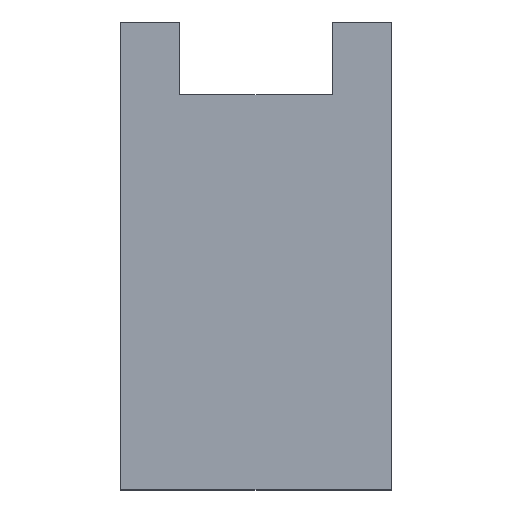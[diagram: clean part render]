
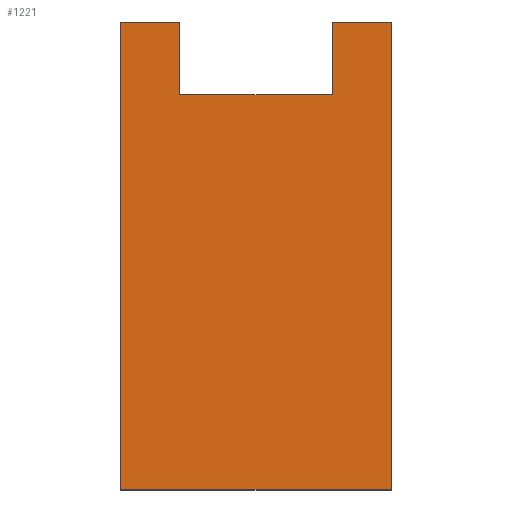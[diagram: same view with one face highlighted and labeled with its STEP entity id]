
A CAD part, top view. The second image highlights one B-rep face of the part: STEP entity #1221.
In plain terms, the highlighted planar face has unit normal (0, 0, 1).
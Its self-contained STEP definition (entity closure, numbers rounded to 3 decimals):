
#24 = VERTEX_POINT('',#25);
#25 = CARTESIAN_POINT('',(-6.5,11.24,5.84));
#32 = PLANE('',#33);
#33 = AXIS2_PLACEMENT_3D('',#34,#35,#36);
#34 = CARTESIAN_POINT('',(-6.5,11.24,2.29));
#35 = DIRECTION('',(0.,1.,0.));
#36 = DIRECTION('',(1.,0.,0.));
#44 = PLANE('',#45);
#45 = AXIS2_PLACEMENT_3D('',#46,#47,#48);
#46 = CARTESIAN_POINT('',(-6.5,-11.24,2.29));
#47 = DIRECTION('',(-1.,0.,0.));
#48 = DIRECTION('',(0.,1.,0.));
#56 = EDGE_CURVE('',#24,#57,#59,.T.);
#57 = VERTEX_POINT('',#58);
#58 = CARTESIAN_POINT('',(-3.66,11.24,5.84));
#59 = SURFACE_CURVE('',#60,(#64,#71),.PCURVE_S1.);
#60 = LINE('',#61,#62);
#61 = CARTESIAN_POINT('',(-6.5,11.24,5.84));
#62 = VECTOR('',#63,1.);
#63 = DIRECTION('',(1.,0.,0.));
#64 = PCURVE('',#32,#65);
#65 = DEFINITIONAL_REPRESENTATION('',(#66),#70);
#66 = LINE('',#67,#68);
#67 = CARTESIAN_POINT('',(0.,-3.55));
#68 = VECTOR('',#69,1.);
#69 = DIRECTION('',(1.,0.));
#70 = ( GEOMETRIC_REPRESENTATION_CONTEXT(2) 
PARAMETRIC_REPRESENTATION_CONTEXT() REPRESENTATION_CONTEXT('2D SPACE',''
  ) );
#71 = PCURVE('',#72,#77);
#72 = PLANE('',#73);
#73 = AXIS2_PLACEMENT_3D('',#74,#75,#76);
#74 = CARTESIAN_POINT('',(0.,0.523,5.84));
#75 = DIRECTION('',(-0.,-0.,-1.));
#76 = DIRECTION('',(-1.,0.,0.));
#77 = DEFINITIONAL_REPRESENTATION('',(#78),#82);
#78 = LINE('',#79,#80);
#79 = CARTESIAN_POINT('',(6.5,10.717));
#80 = VECTOR('',#81,1.);
#81 = DIRECTION('',(-1.,0.));
#82 = ( GEOMETRIC_REPRESENTATION_CONTEXT(2) 
PARAMETRIC_REPRESENTATION_CONTEXT() REPRESENTATION_CONTEXT('2D SPACE',''
  ) );
#100 = PLANE('',#101);
#101 = AXIS2_PLACEMENT_3D('',#102,#103,#104);
#102 = CARTESIAN_POINT('',(-3.66,11.24,2.29));
#103 = DIRECTION('',(1.,0.,0.));
#104 = DIRECTION('',(0.,-1.,0.));
#144 = VERTEX_POINT('',#145);
#145 = CARTESIAN_POINT('',(-6.5,-11.24,5.84));
#159 = PLANE('',#160);
#160 = AXIS2_PLACEMENT_3D('',#161,#162,#163);
#161 = CARTESIAN_POINT('',(6.5,-11.24,2.29));
#162 = DIRECTION('',(0.,-1.,0.));
#163 = DIRECTION('',(-1.,0.,0.));
#171 = EDGE_CURVE('',#144,#24,#172,.T.);
#172 = SURFACE_CURVE('',#173,(#177,#184),.PCURVE_S1.);
#173 = LINE('',#174,#175);
#174 = CARTESIAN_POINT('',(-6.5,-11.24,5.84));
#175 = VECTOR('',#176,1.);
#176 = DIRECTION('',(0.,1.,0.));
#177 = PCURVE('',#44,#178);
#178 = DEFINITIONAL_REPRESENTATION('',(#179),#183);
#179 = LINE('',#180,#181);
#180 = CARTESIAN_POINT('',(0.,-3.55));
#181 = VECTOR('',#182,1.);
#182 = DIRECTION('',(1.,0.));
#183 = ( GEOMETRIC_REPRESENTATION_CONTEXT(2) 
PARAMETRIC_REPRESENTATION_CONTEXT() REPRESENTATION_CONTEXT('2D SPACE',''
  ) );
#184 = PCURVE('',#72,#185);
#185 = DEFINITIONAL_REPRESENTATION('',(#186),#190);
#186 = LINE('',#187,#188);
#187 = CARTESIAN_POINT('',(6.5,-11.763));
#188 = VECTOR('',#189,1.);
#189 = DIRECTION('',(0.,1.));
#190 = ( GEOMETRIC_REPRESENTATION_CONTEXT(2) 
PARAMETRIC_REPRESENTATION_CONTEXT() REPRESENTATION_CONTEXT('2D SPACE',''
  ) );
#218 = EDGE_CURVE('',#57,#219,#221,.T.);
#219 = VERTEX_POINT('',#220);
#220 = CARTESIAN_POINT('',(-3.66,7.74,5.84));
#221 = SURFACE_CURVE('',#222,(#226,#233),.PCURVE_S1.);
#222 = LINE('',#223,#224);
#223 = CARTESIAN_POINT('',(-3.66,11.24,5.84));
#224 = VECTOR('',#225,1.);
#225 = DIRECTION('',(0.,-1.,0.));
#226 = PCURVE('',#100,#227);
#227 = DEFINITIONAL_REPRESENTATION('',(#228),#232);
#228 = LINE('',#229,#230);
#229 = CARTESIAN_POINT('',(0.,-3.55));
#230 = VECTOR('',#231,1.);
#231 = DIRECTION('',(1.,0.));
#232 = ( GEOMETRIC_REPRESENTATION_CONTEXT(2) 
PARAMETRIC_REPRESENTATION_CONTEXT() REPRESENTATION_CONTEXT('2D SPACE',''
  ) );
#233 = PCURVE('',#72,#234);
#234 = DEFINITIONAL_REPRESENTATION('',(#235),#239);
#235 = LINE('',#236,#237);
#236 = CARTESIAN_POINT('',(3.66,10.717));
#237 = VECTOR('',#238,1.);
#238 = DIRECTION('',(0.,-1.));
#239 = ( GEOMETRIC_REPRESENTATION_CONTEXT(2) 
PARAMETRIC_REPRESENTATION_CONTEXT() REPRESENTATION_CONTEXT('2D SPACE',''
  ) );
#257 = PLANE('',#258);
#258 = AXIS2_PLACEMENT_3D('',#259,#260,#261);
#259 = CARTESIAN_POINT('',(-3.66,7.74,2.29));
#260 = DIRECTION('',(0.,1.,0.));
#261 = DIRECTION('',(1.,0.,0.));
#334 = PLANE('',#335);
#335 = AXIS2_PLACEMENT_3D('',#336,#337,#338);
#336 = CARTESIAN_POINT('',(3.66,7.74,2.29));
#337 = DIRECTION('',(-1.,0.,0.));
#338 = DIRECTION('',(0.,1.,0.));
#362 = PLANE('',#363);
#363 = AXIS2_PLACEMENT_3D('',#364,#365,#366);
#364 = CARTESIAN_POINT('',(3.66,11.24,2.29));
#365 = DIRECTION('',(0.,1.,0.));
#366 = DIRECTION('',(1.,0.,0.));
#390 = PLANE('',#391);
#391 = AXIS2_PLACEMENT_3D('',#392,#393,#394);
#392 = CARTESIAN_POINT('',(6.5,11.24,2.29));
#393 = DIRECTION('',(1.,0.,0.));
#394 = DIRECTION('',(0.,-1.,0.));
#1221 = ADVANCED_FACE('',(#1222),#72,.F.);
#1222 = FACE_BOUND('',#1223,.F.);
#1223 = EDGE_LOOP('',(#1224,#1225,#1226,#1249,#1272,#1295,#1318,#1339));
#1224 = ORIENTED_EDGE('',*,*,#56,.T.);
#1225 = ORIENTED_EDGE('',*,*,#218,.T.);
#1226 = ORIENTED_EDGE('',*,*,#1227,.T.);
#1227 = EDGE_CURVE('',#219,#1228,#1230,.T.);
#1228 = VERTEX_POINT('',#1229);
#1229 = CARTESIAN_POINT('',(3.66,7.74,5.84));
#1230 = SURFACE_CURVE('',#1231,(#1235,#1242),.PCURVE_S1.);
#1231 = LINE('',#1232,#1233);
#1232 = CARTESIAN_POINT('',(-3.66,7.74,5.84));
#1233 = VECTOR('',#1234,1.);
#1234 = DIRECTION('',(1.,0.,0.));
#1235 = PCURVE('',#72,#1236);
#1236 = DEFINITIONAL_REPRESENTATION('',(#1237),#1241);
#1237 = LINE('',#1238,#1239);
#1238 = CARTESIAN_POINT('',(3.66,7.217));
#1239 = VECTOR('',#1240,1.);
#1240 = DIRECTION('',(-1.,0.));
#1241 = ( GEOMETRIC_REPRESENTATION_CONTEXT(2) 
PARAMETRIC_REPRESENTATION_CONTEXT() REPRESENTATION_CONTEXT('2D SPACE',''
  ) );
#1242 = PCURVE('',#257,#1243);
#1243 = DEFINITIONAL_REPRESENTATION('',(#1244),#1248);
#1244 = LINE('',#1245,#1246);
#1245 = CARTESIAN_POINT('',(0.,-3.55));
#1246 = VECTOR('',#1247,1.);
#1247 = DIRECTION('',(1.,0.));
#1248 = ( GEOMETRIC_REPRESENTATION_CONTEXT(2) 
PARAMETRIC_REPRESENTATION_CONTEXT() REPRESENTATION_CONTEXT('2D SPACE',''
  ) );
#1249 = ORIENTED_EDGE('',*,*,#1250,.T.);
#1250 = EDGE_CURVE('',#1228,#1251,#1253,.T.);
#1251 = VERTEX_POINT('',#1252);
#1252 = CARTESIAN_POINT('',(3.66,11.24,5.84));
#1253 = SURFACE_CURVE('',#1254,(#1258,#1265),.PCURVE_S1.);
#1254 = LINE('',#1255,#1256);
#1255 = CARTESIAN_POINT('',(3.66,7.74,5.84));
#1256 = VECTOR('',#1257,1.);
#1257 = DIRECTION('',(0.,1.,0.));
#1258 = PCURVE('',#72,#1259);
#1259 = DEFINITIONAL_REPRESENTATION('',(#1260),#1264);
#1260 = LINE('',#1261,#1262);
#1261 = CARTESIAN_POINT('',(-3.66,7.217));
#1262 = VECTOR('',#1263,1.);
#1263 = DIRECTION('',(0.,1.));
#1264 = ( GEOMETRIC_REPRESENTATION_CONTEXT(2) 
PARAMETRIC_REPRESENTATION_CONTEXT() REPRESENTATION_CONTEXT('2D SPACE',''
  ) );
#1265 = PCURVE('',#334,#1266);
#1266 = DEFINITIONAL_REPRESENTATION('',(#1267),#1271);
#1267 = LINE('',#1268,#1269);
#1268 = CARTESIAN_POINT('',(0.,-3.55));
#1269 = VECTOR('',#1270,1.);
#1270 = DIRECTION('',(1.,0.));
#1271 = ( GEOMETRIC_REPRESENTATION_CONTEXT(2) 
PARAMETRIC_REPRESENTATION_CONTEXT() REPRESENTATION_CONTEXT('2D SPACE',''
  ) );
#1272 = ORIENTED_EDGE('',*,*,#1273,.T.);
#1273 = EDGE_CURVE('',#1251,#1274,#1276,.T.);
#1274 = VERTEX_POINT('',#1275);
#1275 = CARTESIAN_POINT('',(6.5,11.24,5.84));
#1276 = SURFACE_CURVE('',#1277,(#1281,#1288),.PCURVE_S1.);
#1277 = LINE('',#1278,#1279);
#1278 = CARTESIAN_POINT('',(3.66,11.24,5.84));
#1279 = VECTOR('',#1280,1.);
#1280 = DIRECTION('',(1.,0.,0.));
#1281 = PCURVE('',#72,#1282);
#1282 = DEFINITIONAL_REPRESENTATION('',(#1283),#1287);
#1283 = LINE('',#1284,#1285);
#1284 = CARTESIAN_POINT('',(-3.66,10.717));
#1285 = VECTOR('',#1286,1.);
#1286 = DIRECTION('',(-1.,0.));
#1287 = ( GEOMETRIC_REPRESENTATION_CONTEXT(2) 
PARAMETRIC_REPRESENTATION_CONTEXT() REPRESENTATION_CONTEXT('2D SPACE',''
  ) );
#1288 = PCURVE('',#362,#1289);
#1289 = DEFINITIONAL_REPRESENTATION('',(#1290),#1294);
#1290 = LINE('',#1291,#1292);
#1291 = CARTESIAN_POINT('',(0.,-3.55));
#1292 = VECTOR('',#1293,1.);
#1293 = DIRECTION('',(1.,0.));
#1294 = ( GEOMETRIC_REPRESENTATION_CONTEXT(2) 
PARAMETRIC_REPRESENTATION_CONTEXT() REPRESENTATION_CONTEXT('2D SPACE',''
  ) );
#1295 = ORIENTED_EDGE('',*,*,#1296,.T.);
#1296 = EDGE_CURVE('',#1274,#1297,#1299,.T.);
#1297 = VERTEX_POINT('',#1298);
#1298 = CARTESIAN_POINT('',(6.5,-11.24,5.84));
#1299 = SURFACE_CURVE('',#1300,(#1304,#1311),.PCURVE_S1.);
#1300 = LINE('',#1301,#1302);
#1301 = CARTESIAN_POINT('',(6.5,11.24,5.84));
#1302 = VECTOR('',#1303,1.);
#1303 = DIRECTION('',(0.,-1.,0.));
#1304 = PCURVE('',#72,#1305);
#1305 = DEFINITIONAL_REPRESENTATION('',(#1306),#1310);
#1306 = LINE('',#1307,#1308);
#1307 = CARTESIAN_POINT('',(-6.5,10.717));
#1308 = VECTOR('',#1309,1.);
#1309 = DIRECTION('',(0.,-1.));
#1310 = ( GEOMETRIC_REPRESENTATION_CONTEXT(2) 
PARAMETRIC_REPRESENTATION_CONTEXT() REPRESENTATION_CONTEXT('2D SPACE',''
  ) );
#1311 = PCURVE('',#390,#1312);
#1312 = DEFINITIONAL_REPRESENTATION('',(#1313),#1317);
#1313 = LINE('',#1314,#1315);
#1314 = CARTESIAN_POINT('',(0.,-3.55));
#1315 = VECTOR('',#1316,1.);
#1316 = DIRECTION('',(1.,0.));
#1317 = ( GEOMETRIC_REPRESENTATION_CONTEXT(2) 
PARAMETRIC_REPRESENTATION_CONTEXT() REPRESENTATION_CONTEXT('2D SPACE',''
  ) );
#1318 = ORIENTED_EDGE('',*,*,#1319,.T.);
#1319 = EDGE_CURVE('',#1297,#144,#1320,.T.);
#1320 = SURFACE_CURVE('',#1321,(#1325,#1332),.PCURVE_S1.);
#1321 = LINE('',#1322,#1323);
#1322 = CARTESIAN_POINT('',(6.5,-11.24,5.84));
#1323 = VECTOR('',#1324,1.);
#1324 = DIRECTION('',(-1.,0.,0.));
#1325 = PCURVE('',#72,#1326);
#1326 = DEFINITIONAL_REPRESENTATION('',(#1327),#1331);
#1327 = LINE('',#1328,#1329);
#1328 = CARTESIAN_POINT('',(-6.5,-11.763));
#1329 = VECTOR('',#1330,1.);
#1330 = DIRECTION('',(1.,0.));
#1331 = ( GEOMETRIC_REPRESENTATION_CONTEXT(2) 
PARAMETRIC_REPRESENTATION_CONTEXT() REPRESENTATION_CONTEXT('2D SPACE',''
  ) );
#1332 = PCURVE('',#159,#1333);
#1333 = DEFINITIONAL_REPRESENTATION('',(#1334),#1338);
#1334 = LINE('',#1335,#1336);
#1335 = CARTESIAN_POINT('',(0.,-3.55));
#1336 = VECTOR('',#1337,1.);
#1337 = DIRECTION('',(1.,0.));
#1338 = ( GEOMETRIC_REPRESENTATION_CONTEXT(2) 
PARAMETRIC_REPRESENTATION_CONTEXT() REPRESENTATION_CONTEXT('2D SPACE',''
  ) );
#1339 = ORIENTED_EDGE('',*,*,#171,.T.);
